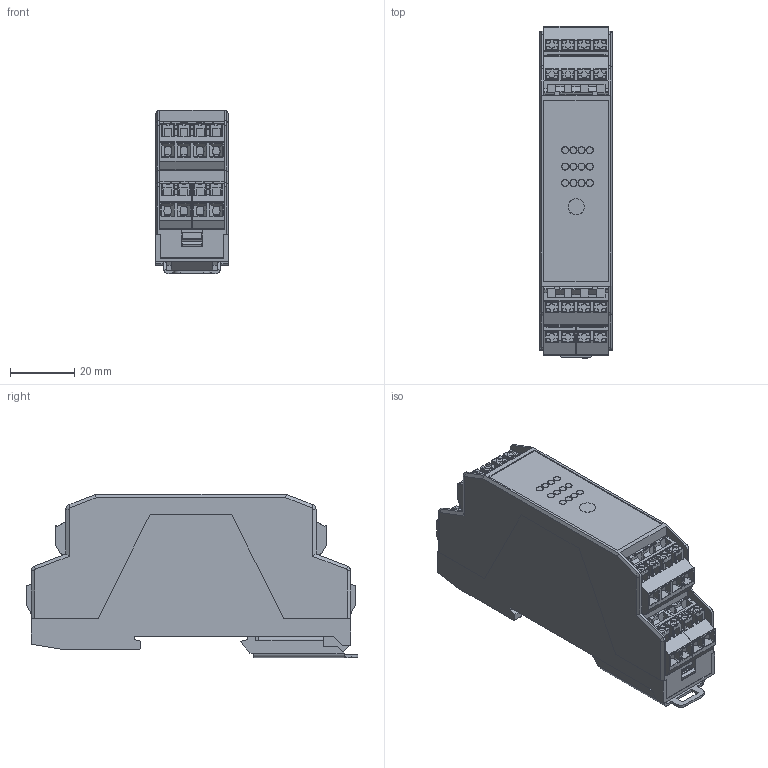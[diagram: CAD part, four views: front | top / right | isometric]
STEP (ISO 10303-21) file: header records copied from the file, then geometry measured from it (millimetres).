
FILE_DESCRIPTION(/* description */ ('Alibre Inc.'),/* implementation_level */ '2;1');
FILE_NAME(/* name */ 'export-D4998215-86C6-4A41-94B0-B18A03465938',/* time_stamp */ '2019-03-14T10:01:28+01:00',/* author */ (''),/* organization */ (''),/* preprocessor_version */ 'ST-DEVELOPER v17',/* originating_system */ 'Alibre',/* authorisation */ '');
FILE_SCHEMA (('AUTOMOTIVE_DESIGN'));
Length unit declared in the file: millimetre
Bounding box: 22.6 x 102.95 x 50.6 mm (x, y, z)
Volume: 45500.5 mm3; surface area: 54081.3 mm2
Topology: 25 solids, 25 shells, 7039 faces, 19139 edges, 12398 vertices
Faces by surface type: plane 5551, cylinder 1288, cone 72, sphere 64, torus 64
Full cylindrical faces by diameter (mm): 2.08 x12, 2.2 x24, 4.98 x1, 5 x2
Entity records: 122562 total; most frequent: CARTESIAN_POINT 22764, ORIENTED_EDGE 21998, DIRECTION 16737, EDGE_CURVE 10996, VECTOR 9269, LINE 9269, VERTEX_POINT 7185, AXIS2_PLACEMENT_3D 5270
